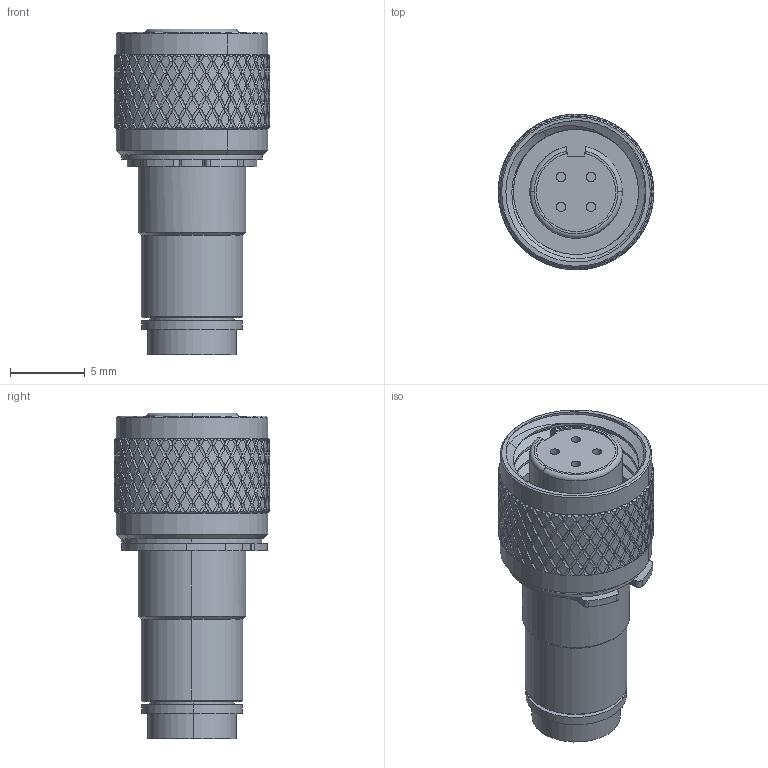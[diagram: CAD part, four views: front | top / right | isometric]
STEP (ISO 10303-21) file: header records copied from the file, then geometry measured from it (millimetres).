
FILE_DESCRIPTION (( 'STEP AP214' ), '1' );
FILE_NAME ('Ðîçåòêà_ÑÍÖ160-4ÐÎ11-100.STEP', '2018-09-14T05:44:55', ( 'User' ), ( '' ), 'SwSTEP 2.0', 'SolidWorks 2016', '' );
FILE_SCHEMA (( 'AUTOMOTIVE_DESIGN' ));
Products named in the file (1): Ðîçåòêà_ÑÍÖ160-4ÐÎ11-100
Bounding box: 10.4 x 10.4 x 21.8 mm (x, y, z)
Volume: 1000.9 mm3; surface area: 1129.1 mm2
Topology: 1 solids, 1 shells, 1449 faces, 4043 edges, 2613 vertices
Faces by surface type: bspline 975, cylinder 375, plane 69, cone 19, torus 11
Entity records: 104472 total; most frequent: CARTESIAN_POINT 77891, ORIENTED_EDGE 8086, EDGE_CURVE 4043, B_SPLINE_CURVE_WITH_KNOTS 3470, VERTEX_POINT 2613, DIRECTION 1873, EDGE_LOOP 1466, ADVANCED_FACE 1449
